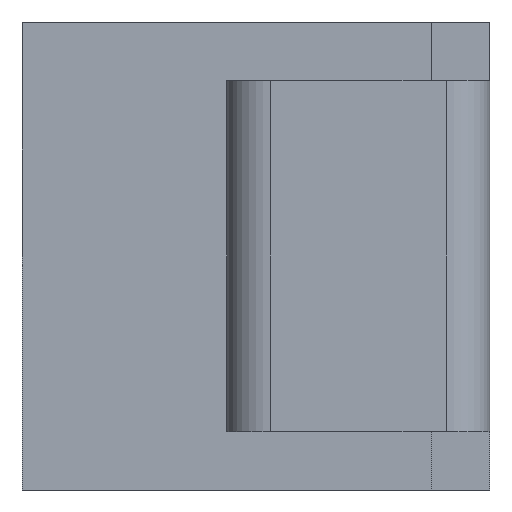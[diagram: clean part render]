
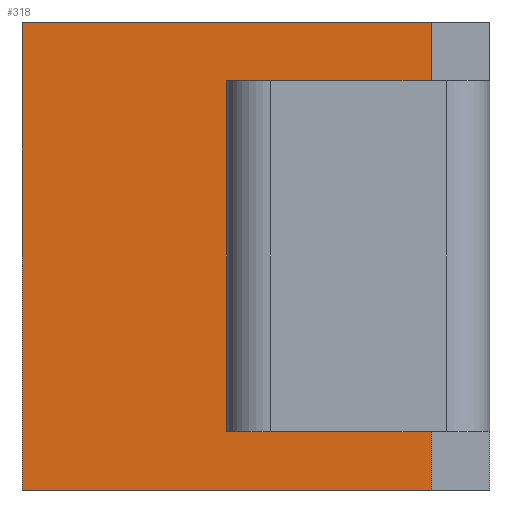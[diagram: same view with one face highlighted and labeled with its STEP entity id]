
A CAD part, left-side view. The second image highlights one B-rep face of the part: STEP entity #318.
In plain terms, the highlighted planar face has unit normal (-1, 0, 0).
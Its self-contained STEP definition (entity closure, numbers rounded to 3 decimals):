
#134 = ORIENTED_EDGE ( 'NONE', *, *, #135, .T. ) ;
#135 = EDGE_CURVE ( 'NONE', #400, #136, #755, .T. ) ;
#136 = VERTEX_POINT ( 'NONE', #751 ) ;
#137 = ORIENTED_EDGE ( 'NONE', *, *, #138, .F. ) ;
#138 = EDGE_CURVE ( 'NONE', #213, #136, #750, .T. ) ;
#139 = EDGE_LOOP ( 'NONE', ( #140, #141, #142, #143 ) ) ;
#140 = ORIENTED_EDGE ( 'NONE', *, *, #348, .T. ) ;
#141 = ORIENTED_EDGE ( 'NONE', *, *, #337, .T. ) ;
#142 = ORIENTED_EDGE ( 'NONE', *, *, #261, .F. ) ;
#143 = ORIENTED_EDGE ( 'NONE', *, *, #290, .F. ) ;
#212 = VERTEX_POINT ( 'NONE', #990 ) ;
#213 = VERTEX_POINT ( 'NONE', #989 ) ;
#259 = VERTEX_POINT ( 'NONE', #892 ) ;
#261 = EDGE_CURVE ( 'NONE', #259, #335, #891, .T. ) ;
#285 = VERTEX_POINT ( 'NONE', #1143 ) ;
#290 = EDGE_CURVE ( 'NONE', #349, #259, #1257, .T. ) ;
#318 = ADVANCED_FACE ( 'NONE', ( #1290, #1289 ), #1288, .F. ) ;
#319 = EDGE_LOOP ( 'NONE', ( #320, #398, #134, #137 ) ) ;
#320 = ORIENTED_EDGE ( 'NONE', *, *, #321, .F. ) ;
#321 = EDGE_CURVE ( 'NONE', #212, #213, #1283, .T. ) ;
#335 = VERTEX_POINT ( 'NONE', #1234 ) ;
#337 = EDGE_CURVE ( 'NONE', #285, #335, #1233, .T. ) ;
#348 = EDGE_CURVE ( 'NONE', #349, #285, #1214, .T. ) ;
#349 = VERTEX_POINT ( 'NONE', #1210 ) ;
#398 = ORIENTED_EDGE ( 'NONE', *, *, #399, .T. ) ;
#399 = EDGE_CURVE ( 'NONE', #212, #400, #1336, .T. ) ;
#400 = VERTEX_POINT ( 'NONE', #1332 ) ;
#747 = DIRECTION ( 'NONE',  ( 0., 1., 0. ) ) ;
#748 = VECTOR ( 'NONE', #747, 1000. ) ;
#749 = CARTESIAN_POINT ( 'NONE',  ( 0., 0.372, 1.4 ) ) ;
#750 = LINE ( 'NONE', #749, #748 ) ;
#751 = CARTESIAN_POINT ( 'NONE',  ( 0., 1.072, 1.4 ) ) ;
#752 = DIRECTION ( 'NONE',  ( 0., 0., 1. ) ) ;
#753 = VECTOR ( 'NONE', #752, 1000. ) ;
#754 = CARTESIAN_POINT ( 'NONE',  ( 0., 1.072, 0.8 ) ) ;
#755 = LINE ( 'NONE', #754, #753 ) ;
#890 = CARTESIAN_POINT ( 'NONE',  ( 0., 0.372, 0. ) ) ;
#891 = LINE ( 'NONE', #890, #966 ) ;
#892 = CARTESIAN_POINT ( 'NONE',  ( 0., 0.372, 0. ) ) ;
#965 = DIRECTION ( 'NONE',  ( 0., 1., 0. ) ) ;
#966 = VECTOR ( 'NONE', #965, 1000. ) ;
#989 = CARTESIAN_POINT ( 'NONE',  ( 0., 0.972, 1.4 ) ) ;
#990 = CARTESIAN_POINT ( 'NONE',  ( 0., 0.972, 0.2 ) ) ;
#1143 = CARTESIAN_POINT ( 'NONE',  ( 0., 1.772, 1.6 ) ) ;
#1176 = DIRECTION ( 'NONE',  ( 0., 0., -1. ) ) ;
#1177 = VECTOR ( 'NONE', #1176, 1000. ) ;
#1178 = CARTESIAN_POINT ( 'NONE',  ( 0., 0.372, 0.8 ) ) ;
#1210 = CARTESIAN_POINT ( 'NONE',  ( 0., 0.372, 1.6 ) ) ;
#1211 = DIRECTION ( 'NONE',  ( 0., 1., 0. ) ) ;
#1212 = VECTOR ( 'NONE', #1211, 1000. ) ;
#1213 = CARTESIAN_POINT ( 'NONE',  ( 0., 0.372, 1.6 ) ) ;
#1214 = LINE ( 'NONE', #1213, #1212 ) ;
#1230 = DIRECTION ( 'NONE',  ( 0., 0., -1. ) ) ;
#1231 = VECTOR ( 'NONE', #1230, 1000. ) ;
#1232 = CARTESIAN_POINT ( 'NONE',  ( 0., 1.772, 0.8 ) ) ;
#1233 = LINE ( 'NONE', #1232, #1231 ) ;
#1234 = CARTESIAN_POINT ( 'NONE',  ( 0., 1.772, 0. ) ) ;
#1257 = LINE ( 'NONE', #1178, #1177 ) ;
#1280 = DIRECTION ( 'NONE',  ( 0., 0., 1. ) ) ;
#1281 = VECTOR ( 'NONE', #1280, 1000. ) ;
#1282 = CARTESIAN_POINT ( 'NONE',  ( 0., 0.972, 0.8 ) ) ;
#1283 = LINE ( 'NONE', #1282, #1281 ) ;
#1284 = DIRECTION ( 'NONE',  ( 0., 0., 1. ) ) ;
#1285 = DIRECTION ( 'NONE',  ( 1., 0., 0. ) ) ;
#1286 = CARTESIAN_POINT ( 'NONE',  ( 0., 0.372, 0.8 ) ) ;
#1287 = AXIS2_PLACEMENT_3D ( 'NONE', #1286, #1285, #1284 ) ;
#1288 = PLANE ( 'NONE',  #1287 ) ;
#1289 = FACE_OUTER_BOUND ( 'NONE', #139, .T. ) ;
#1290 = FACE_BOUND ( 'NONE', #319, .T. ) ;
#1332 = CARTESIAN_POINT ( 'NONE',  ( 0., 1.072, 0.2 ) ) ;
#1333 = DIRECTION ( 'NONE',  ( 0., 1., 0. ) ) ;
#1334 = VECTOR ( 'NONE', #1333, 1000. ) ;
#1335 = CARTESIAN_POINT ( 'NONE',  ( 0., 0.372, 0.2 ) ) ;
#1336 = LINE ( 'NONE', #1335, #1334 ) ;
